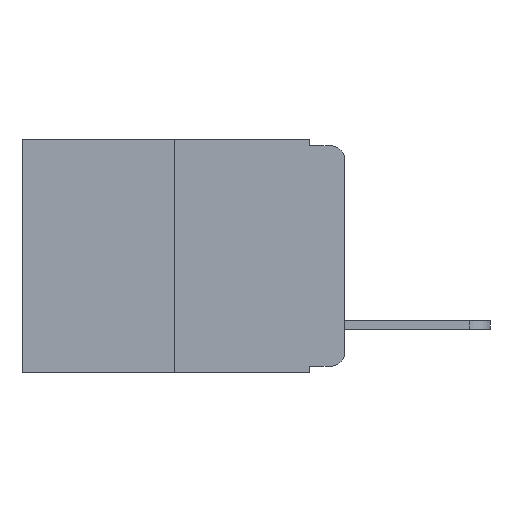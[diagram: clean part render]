
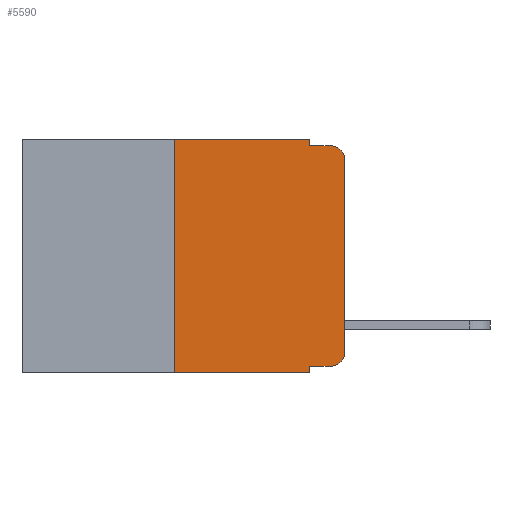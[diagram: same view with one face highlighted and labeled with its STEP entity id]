
A CAD part, left-side view. The second image highlights one B-rep face of the part: STEP entity #5590.
In plain terms, the highlighted planar face has unit normal (-1, 0, 0).
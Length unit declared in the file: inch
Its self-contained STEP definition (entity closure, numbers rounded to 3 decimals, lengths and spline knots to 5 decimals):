
#146 = VECTOR ( 'NONE', #11843, 39.37008 ) ;
#206 = LINE ( 'NONE', #10961, #146 ) ;
#316 = VERTEX_POINT ( 'NONE', #10918 ) ;
#692 = CARTESIAN_POINT ( 'NONE',  ( 0., 0.25, -0.343 ) ) ;
#761 = DIRECTION ( 'NONE',  ( 0., -1., 0. ) ) ;
#772 = ORIENTED_EDGE ( 'NONE', *, *, #5695, .T. ) ;
#974 = VERTEX_POINT ( 'NONE', #5090 ) ;
#1218 = ORIENTED_EDGE ( 'NONE', *, *, #8546, .F. ) ;
#1894 = ORIENTED_EDGE ( 'NONE', *, *, #3354, .T. ) ;
#2144 = ORIENTED_EDGE ( 'NONE', *, *, #3824, .F. ) ;
#2161 = VERTEX_POINT ( 'NONE', #6657 ) ;
#2519 = ORIENTED_EDGE ( 'NONE', *, *, #3739, .T. ) ;
#2688 = DIRECTION ( 'NONE',  ( 1., 0., 0. ) ) ;
#2851 = FACE_OUTER_BOUND ( 'NONE', #7944, .T. ) ;
#2899 = PLANE ( 'NONE',  #10994 ) ;
#3274 = DIRECTION ( 'NONE',  ( 0., 0., 1. ) ) ;
#3332 = VERTEX_POINT ( 'NONE', #8071 ) ;
#3354 = EDGE_CURVE ( 'NONE', #3475, #3332, #9768, .T. ) ;
#3358 = EDGE_CURVE ( 'NONE', #3332, #6728, #9920, .T. ) ;
#3378 = EDGE_CURVE ( 'NONE', #3475, #974, #9706, .T. ) ;
#3443 = DIRECTION ( 'NONE',  ( 0., -1., 0. ) ) ;
#3475 = VERTEX_POINT ( 'NONE', #8447 ) ;
#3621 = CARTESIAN_POINT ( 'NONE',  ( 0., 0.473, 0. ) ) ;
#3739 = EDGE_CURVE ( 'NONE', #10644, #7435, #8535, .T. ) ;
#3804 = EDGE_CURVE ( 'NONE', #2161, #316, #8704, .T. ) ;
#3824 = EDGE_CURVE ( 'NONE', #316, #7435, #7616, .T. ) ;
#3846 = EDGE_CURVE ( 'NONE', #4104, #4149, #7628, .T. ) ;
#3950 = EDGE_CURVE ( 'NONE', #6728, #10644, #6170, .T. ) ;
#4002 = AXIS2_PLACEMENT_3D ( 'NONE', #5828, #7434, #7226 ) ;
#4104 = VERTEX_POINT ( 'NONE', #692 ) ;
#4149 = VERTEX_POINT ( 'NONE', #12238 ) ;
#4265 = CARTESIAN_POINT ( 'NONE',  ( 0., 0.051, 0. ) ) ;
#4361 = AXIS2_PLACEMENT_3D ( 'NONE', #6692, #5172, #10104 ) ;
#4584 = DIRECTION ( 'NONE',  ( 0., 0., -1. ) ) ;
#5090 = CARTESIAN_POINT ( 'NONE',  ( 0., 0.051, -0.343 ) ) ;
#5172 = DIRECTION ( 'NONE',  ( -1., 0., 0. ) ) ;
#5184 = DIRECTION ( 'NONE',  ( 0., 0., -1. ) ) ;
#5432 = CARTESIAN_POINT ( 'NONE',  ( 0., 0.051, 0. ) ) ;
#5488 = CARTESIAN_POINT ( 'NONE',  ( 0., 0., -0.03 ) ) ;
#5590 = ADVANCED_FACE ( 'NONE', ( #2851 ), #2899, .F. ) ;
#5695 = EDGE_CURVE ( 'NONE', #4104, #974, #12234, .T. ) ;
#5828 = CARTESIAN_POINT ( 'NONE',  ( 0., 0.02, -0.03 ) ) ;
#6069 = VECTOR ( 'NONE', #3274, 39.37008 ) ;
#6170 = LINE ( 'NONE', #7973, #6069 ) ;
#6400 = CARTESIAN_POINT ( 'NONE',  ( 0., 0.051, -0.01 ) ) ;
#6657 = CARTESIAN_POINT ( 'NONE',  ( 0., 0.051, 0. ) ) ;
#6692 = CARTESIAN_POINT ( 'NONE',  ( 0., 0.02, -0.313 ) ) ;
#6728 = VERTEX_POINT ( 'NONE', #10188 ) ;
#6773 = DIRECTION ( 'NONE',  ( 0., 0., 1. ) ) ;
#7094 = CARTESIAN_POINT ( 'NONE',  ( 0., 0.051, -0.333 ) ) ;
#7226 = DIRECTION ( 'NONE',  ( 0., 0., -1. ) ) ;
#7434 = DIRECTION ( 'NONE',  ( -1., 0., 0. ) ) ;
#7435 = VERTEX_POINT ( 'NONE', #9181 ) ;
#7534 = VECTOR ( 'NONE', #3443, 39.37008 ) ;
#7616 = LINE ( 'NONE', #6400, #7534 ) ;
#7628 = LINE ( 'NONE', #9849, #7669 ) ;
#7669 = VECTOR ( 'NONE', #6773, 39.37008 ) ;
#7862 = VECTOR ( 'NONE', #10598, 39.37008 ) ;
#7944 = EDGE_LOOP ( 'NONE', ( #10324, #2519, #2144, #9737, #1218, #10988, #772, #10149, #1894, #8383 ) ) ;
#7973 = CARTESIAN_POINT ( 'NONE',  ( 0., 0., 0. ) ) ;
#8071 = CARTESIAN_POINT ( 'NONE',  ( 0., 0.02, -0.333 ) ) ;
#8383 = ORIENTED_EDGE ( 'NONE', *, *, #3358, .T. ) ;
#8447 = CARTESIAN_POINT ( 'NONE',  ( 0., 0.051, -0.333 ) ) ;
#8535 = CIRCLE ( 'NONE', #4002, 0.02 ) ;
#8546 = EDGE_CURVE ( 'NONE', #4149, #2161, #206, .T. ) ;
#8646 = DIRECTION ( 'NONE',  ( 0., -1., 0. ) ) ;
#8704 = LINE ( 'NONE', #4265, #7862 ) ;
#8798 = CARTESIAN_POINT ( 'NONE',  ( 0., 0.473, -0.343 ) ) ;
#9181 = CARTESIAN_POINT ( 'NONE',  ( 0., 0.02, -0.01 ) ) ;
#9706 = LINE ( 'NONE', #5432, #10025 ) ;
#9737 = ORIENTED_EDGE ( 'NONE', *, *, #3804, .F. ) ;
#9739 = VECTOR ( 'NONE', #761, 39.37008 ) ;
#9768 = LINE ( 'NONE', #7094, #9739 ) ;
#9849 = CARTESIAN_POINT ( 'NONE',  ( 0., 0.25, 0. ) ) ;
#9920 = CIRCLE ( 'NONE', #4361, 0.02 ) ;
#10025 = VECTOR ( 'NONE', #5184, 39.37008 ) ;
#10104 = DIRECTION ( 'NONE',  ( 0., 0., -1. ) ) ;
#10149 = ORIENTED_EDGE ( 'NONE', *, *, #3378, .F. ) ;
#10188 = CARTESIAN_POINT ( 'NONE',  ( 0., 0., -0.313 ) ) ;
#10324 = ORIENTED_EDGE ( 'NONE', *, *, #3950, .T. ) ;
#10598 = DIRECTION ( 'NONE',  ( 0., 0., -1. ) ) ;
#10644 = VERTEX_POINT ( 'NONE', #5488 ) ;
#10918 = CARTESIAN_POINT ( 'NONE',  ( 0., 0.051, -0.01 ) ) ;
#10961 = CARTESIAN_POINT ( 'NONE',  ( 0., 0.473, 0. ) ) ;
#10988 = ORIENTED_EDGE ( 'NONE', *, *, #3846, .F. ) ;
#10994 = AXIS2_PLACEMENT_3D ( 'NONE', #3621, #2688, #4584 ) ;
#11843 = DIRECTION ( 'NONE',  ( 0., -1., 0. ) ) ;
#12090 = VECTOR ( 'NONE', #8646, 39.37008 ) ;
#12234 = LINE ( 'NONE', #8798, #12090 ) ;
#12238 = CARTESIAN_POINT ( 'NONE',  ( 0., 0.25, 0. ) ) ;
